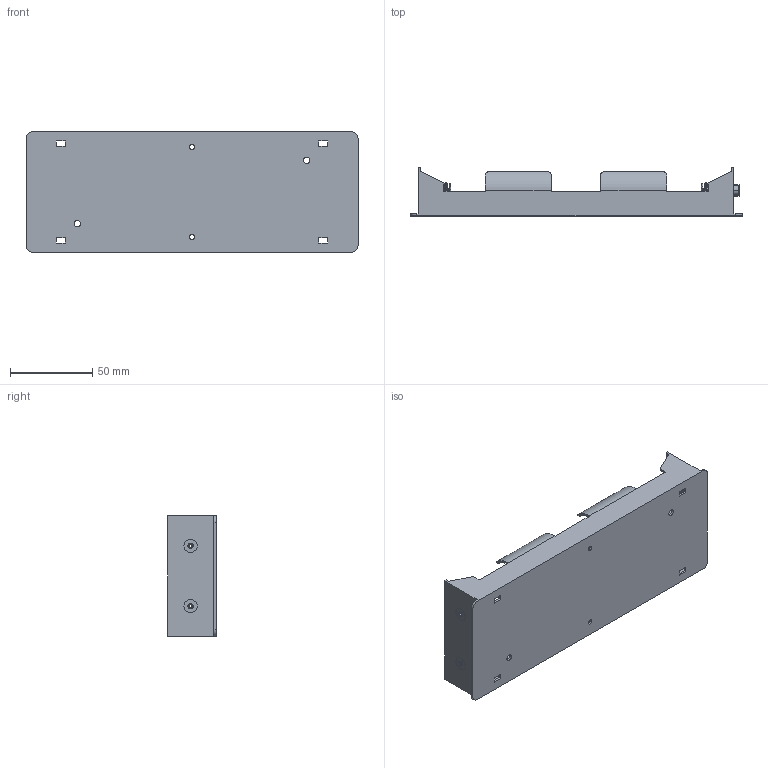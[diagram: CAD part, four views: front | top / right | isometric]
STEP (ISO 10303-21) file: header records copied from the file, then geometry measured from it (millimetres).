
FILE_DESCRIPTION (( 'STEP AP214' ), '1' );
FILE_NAME ('BH26DSF.STEP', '2020-01-03T00:27:22', ( '' ), ( '' ), 'SwSTEP 2.0', 'SolidWorks 2017', '' );
FILE_SCHEMA (( 'AUTOMOTIVE_DESIGN' ));
Length unit declared in the file: millimetre
Products named in the file (1): BH26DSF
Bounding box: 201.29 x 29.21 x 73 mm (x, y, z)
Volume: 46633.6 mm3; surface area: 60234.4 mm2
Topology: 5 solids, 5 shells, 582 faces, 1458 edges, 950 vertices
Faces by surface type: plane 376, cylinder 151, torus 51, bspline 4
Entity records: 20963 total; most frequent: CARTESIAN_POINT 6571, DIRECTION 2991, ORIENTED_EDGE 2916, EDGE_CURVE 1458, VECTOR 1027, LINE 1027, AXIS2_PLACEMENT_3D 982, VERTEX_POINT 950
